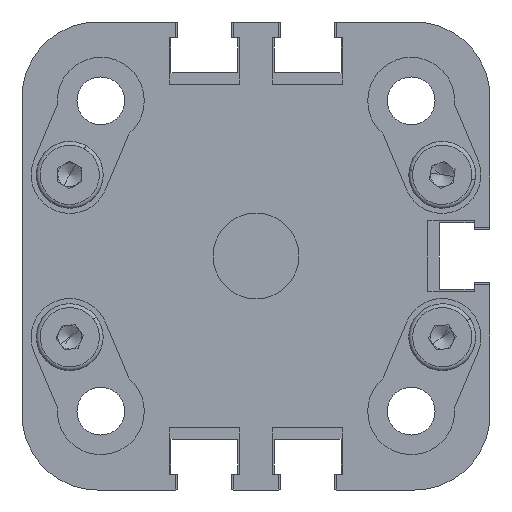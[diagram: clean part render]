
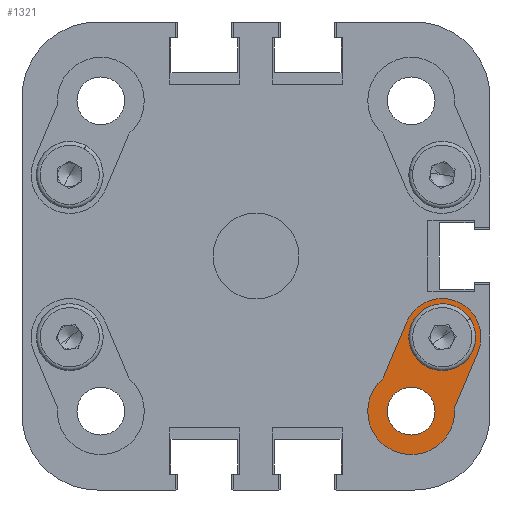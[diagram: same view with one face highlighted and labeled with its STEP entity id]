
A CAD part, left-side view. The second image highlights one B-rep face of the part: STEP entity #1321.
In plain terms, the highlighted planar face has unit normal (-1, 0, 0).
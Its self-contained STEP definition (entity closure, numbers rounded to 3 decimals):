
#982 = VERTEX_POINT ( 'NONE', #11364 ) ;
#1314 = DIRECTION ( 'NONE',  ( -1., 0., 0. ) ) ;
#1321 = ADVANCED_FACE ( 'NONE', ( #11159, #21379, #16188 ), #14181, .F. ) ;
#1483 = DIRECTION ( 'NONE',  ( 0., 0., 1. ) ) ;
#1746 = ORIENTED_EDGE ( 'NONE', *, *, #28836, .T. ) ;
#1828 = EDGE_CURVE ( 'NONE', #27307, #982, #12741, .T. ) ;
#1854 = CARTESIAN_POINT ( 'NONE',  ( 4.5, -16.25, -16.25 ) ) ;
#2122 = AXIS2_PLACEMENT_3D ( 'NONE', #13127, #23194, #10945 ) ;
#2516 = DIRECTION ( 'NONE',  ( 0., 0.387, -0.922 ) ) ;
#2602 = DIRECTION ( 'NONE',  ( -1., 0., 0. ) ) ;
#2782 = EDGE_CURVE ( 'NONE', #21721, #26978, #27672, .T. ) ;
#2789 = DIRECTION ( 'NONE',  ( -1., 0., 0. ) ) ;
#3114 = DIRECTION ( 'NONE',  ( 0., 0., 1. ) ) ;
#3308 = EDGE_CURVE ( 'NONE', #4135, #12981, #8965, .T. ) ;
#3497 = DIRECTION ( 'NONE',  ( 0., 0., 1. ) ) ;
#3518 = AXIS2_PLACEMENT_3D ( 'NONE', #16690, #16032, #14011 ) ;
#4135 = VERTEX_POINT ( 'NONE', #22910 ) ;
#4142 = ORIENTED_EDGE ( 'NONE', *, *, #5620, .F. ) ;
#4658 = DIRECTION ( 'NONE',  ( 0., 0., -1. ) ) ;
#5347 = ORIENTED_EDGE ( 'NONE', *, *, #2782, .F. ) ;
#5620 = EDGE_CURVE ( 'NONE', #12981, #4135, #32647, .T. ) ;
#7633 = CARTESIAN_POINT ( 'NONE',  ( 4.5, -16.25, -16.25 ) ) ;
#8502 = ORIENTED_EDGE ( 'NONE', *, *, #21478, .T. ) ;
#8832 = CIRCLE ( 'NONE', #29720, 4.05 ) ;
#8840 = ORIENTED_EDGE ( 'NONE', *, *, #3308, .F. ) ;
#8965 = CIRCLE ( 'NONE', #22336, 2.65 ) ;
#10030 = VECTOR ( 'NONE', #2516, 1000. ) ;
#10174 = DIRECTION ( 'NONE',  ( -1., 0., 0. ) ) ;
#10291 = DIRECTION ( 'NONE',  ( 0., 0., 1. ) ) ;
#10734 = CARTESIAN_POINT ( 'NONE',  ( 4.5, -13.317, -12.771 ) ) ;
#10945 = DIRECTION ( 'NONE',  ( 0., 0., 1. ) ) ;
#11159 = FACE_BOUND ( 'NONE', #23143, .T. ) ;
#11231 = CARTESIAN_POINT ( 'NONE',  ( 4.5, -19.5, -11.15 ) ) ;
#11364 = CARTESIAN_POINT ( 'NONE',  ( 4.5, -23.235, -10.066 ) ) ;
#11455 = AXIS2_PLACEMENT_3D ( 'NONE', #26786, #16219, #3497 ) ;
#12741 = LINE ( 'NONE', #14927, #30318 ) ;
#12981 = VERTEX_POINT ( 'NONE', #11231 ) ;
#13127 = CARTESIAN_POINT ( 'NONE',  ( 4.5, -19.5, -8.5 ) ) ;
#13185 = AXIS2_PLACEMENT_3D ( 'NONE', #1854, #21761, #32210 ) ;
#13310 = VERTEX_POINT ( 'NONE', #24264 ) ;
#14011 = DIRECTION ( 'NONE',  ( 0., 0., -1. ) ) ;
#14181 = PLANE ( 'NONE',  #3518 ) ;
#14285 = LINE ( 'NONE', #17764, #10030 ) ;
#14424 = CARTESIAN_POINT ( 'NONE',  ( 4.5, -19.5, -4.45 ) ) ;
#14661 = CIRCLE ( 'NONE', #11455, 4.05 ) ;
#14822 = EDGE_LOOP ( 'NONE', ( #32895, #5347 ) ) ;
#14927 = CARTESIAN_POINT ( 'NONE',  ( 4.5, -19.985, -17.816 ) ) ;
#15987 = AXIS2_PLACEMENT_3D ( 'NONE', #30812, #10174, #4658 ) ;
#16032 = DIRECTION ( 'NONE',  ( 1., 0., 0. ) ) ;
#16046 = ORIENTED_EDGE ( 'NONE', *, *, #28426, .T. ) ;
#16188 = FACE_BOUND ( 'NONE', #14822, .T. ) ;
#16219 = DIRECTION ( 'NONE',  ( -1., 0., 0. ) ) ;
#16690 = CARTESIAN_POINT ( 'NONE',  ( 4.5, -16.85, -8.5 ) ) ;
#17764 = CARTESIAN_POINT ( 'NONE',  ( 4.5, -12.515, -14.684 ) ) ;
#18406 = VERTEX_POINT ( 'NONE', #10734 ) ;
#20054 = CIRCLE ( 'NONE', #27018, 4.55 ) ;
#20908 = ORIENTED_EDGE ( 'NONE', *, *, #27910, .T. ) ;
#21367 = CARTESIAN_POINT ( 'NONE',  ( 4.5, -20.787, -15.904 ) ) ;
#21379 = FACE_OUTER_BOUND ( 'NONE', #23664, .T. ) ;
#21478 = EDGE_CURVE ( 'NONE', #13310, #18406, #14285, .T. ) ;
#21721 = VERTEX_POINT ( 'NONE', #26456 ) ;
#21761 = DIRECTION ( 'NONE',  ( -1., 0., 0. ) ) ;
#22336 = AXIS2_PLACEMENT_3D ( 'NONE', #31443, #2789, #3114 ) ;
#22678 = EDGE_CURVE ( 'NONE', #26978, #21721, #23469, .T. ) ;
#22910 = CARTESIAN_POINT ( 'NONE',  ( 4.5, -19.5, -5.85 ) ) ;
#22975 = DIRECTION ( 'NONE',  ( 0., -0.387, 0.922 ) ) ;
#23143 = EDGE_LOOP ( 'NONE', ( #8840, #4142 ) ) ;
#23194 = DIRECTION ( 'NONE',  ( -1., 0., 0. ) ) ;
#23469 = CIRCLE ( 'NONE', #15987, 2.5 ) ;
#23664 = EDGE_LOOP ( 'NONE', ( #8502, #16046, #25317, #1746, #20908 ) ) ;
#24264 = CARTESIAN_POINT ( 'NONE',  ( 4.5, -15.765, -6.934 ) ) ;
#25317 = ORIENTED_EDGE ( 'NONE', *, *, #1828, .T. ) ;
#26456 = CARTESIAN_POINT ( 'NONE',  ( 4.5, -16.25, -18.75 ) ) ;
#26786 = CARTESIAN_POINT ( 'NONE',  ( 4.5, -19.5, -8.5 ) ) ;
#26978 = VERTEX_POINT ( 'NONE', #32004 ) ;
#27018 = AXIS2_PLACEMENT_3D ( 'NONE', #7633, #2602, #10291 ) ;
#27074 = VERTEX_POINT ( 'NONE', #14424 ) ;
#27307 = VERTEX_POINT ( 'NONE', #21367 ) ;
#27672 = CIRCLE ( 'NONE', #13185, 2.5 ) ;
#27910 = EDGE_CURVE ( 'NONE', #27074, #13310, #14661, .T. ) ;
#28426 = EDGE_CURVE ( 'NONE', #18406, #27307, #20054, .T. ) ;
#28836 = EDGE_CURVE ( 'NONE', #982, #27074, #8832, .T. ) ;
#29720 = AXIS2_PLACEMENT_3D ( 'NONE', #31994, #1314, #1483 ) ;
#30318 = VECTOR ( 'NONE', #22975, 1000. ) ;
#30812 = CARTESIAN_POINT ( 'NONE',  ( 4.5, -16.25, -16.25 ) ) ;
#31443 = CARTESIAN_POINT ( 'NONE',  ( 4.5, -19.5, -8.5 ) ) ;
#31994 = CARTESIAN_POINT ( 'NONE',  ( 4.5, -19.5, -8.5 ) ) ;
#32004 = CARTESIAN_POINT ( 'NONE',  ( 4.5, -16.25, -13.75 ) ) ;
#32210 = DIRECTION ( 'NONE',  ( 0., 0., -1. ) ) ;
#32647 = CIRCLE ( 'NONE', #2122, 2.65 ) ;
#32895 = ORIENTED_EDGE ( 'NONE', *, *, #22678, .F. ) ;
